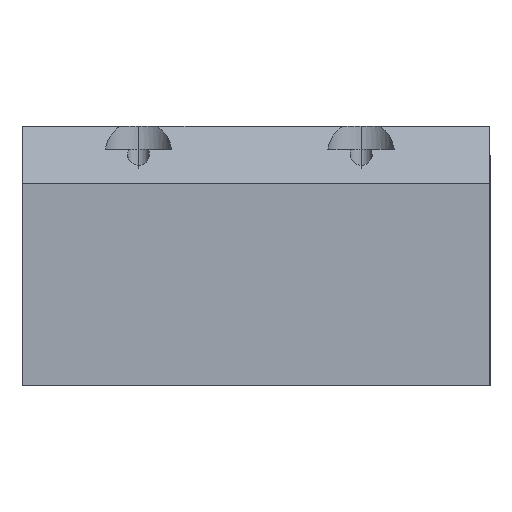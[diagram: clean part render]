
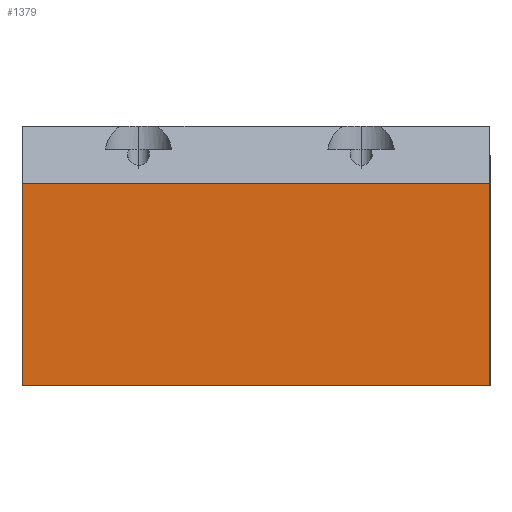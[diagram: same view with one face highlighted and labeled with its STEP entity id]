
A CAD part, left-side view. The second image highlights one B-rep face of the part: STEP entity #1379.
In plain terms, the highlighted planar face has unit normal (-1, 0, 0).
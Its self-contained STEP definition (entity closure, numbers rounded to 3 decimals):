
#32 = AXIS2_PLACEMENT_3D ( 'NONE', #1285, #932, #294 ) ;
#148 = CARTESIAN_POINT ( 'NONE',  ( -191.757, -55.603, 35. ) ) ;
#200 = CARTESIAN_POINT ( 'NONE',  ( -191.757, 25.475, 35. ) ) ;
#254 = ORIENTED_EDGE ( 'NONE', *, *, #1008, .T. ) ;
#276 = EDGE_CURVE ( 'NONE', #627, #804, #844, .T. ) ;
#294 = DIRECTION ( 'NONE',  ( 0., 0., -1. ) ) ;
#299 = CARTESIAN_POINT ( 'NONE',  ( -191.757, -55.603, 4. ) ) ;
#450 = LINE ( 'NONE', #1235, #515 ) ;
#465 = LINE ( 'NONE', #1000, #583 ) ;
#515 = VECTOR ( 'NONE', #1321, 1000. ) ;
#521 = DIRECTION ( 'NONE',  ( 0., 1., 0. ) ) ;
#572 = ORIENTED_EDGE ( 'NONE', *, *, #276, .F. ) ;
#580 = VECTOR ( 'NONE', #820, 1000. ) ;
#583 = VECTOR ( 'NONE', #670, 1000. ) ;
#627 = VERTEX_POINT ( 'NONE', #148 ) ;
#670 = DIRECTION ( 'NONE',  ( 0., -1., 0. ) ) ;
#715 = FACE_OUTER_BOUND ( 'NONE', #1324, .T. ) ;
#759 = ORIENTED_EDGE ( 'NONE', *, *, #967, .T. ) ;
#796 = EDGE_CURVE ( 'NONE', #627, #888, #1318, .T. ) ;
#804 = VERTEX_POINT ( 'NONE', #974 ) ;
#820 = DIRECTION ( 'NONE',  ( 0., 0., -1. ) ) ;
#844 = LINE ( 'NONE', #299, #580 ) ;
#863 = ORIENTED_EDGE ( 'NONE', *, *, #796, .T. ) ;
#888 = VERTEX_POINT ( 'NONE', #960 ) ;
#932 = DIRECTION ( 'NONE',  ( 1., 0., 0. ) ) ;
#946 = PLANE ( 'NONE',  #32 ) ;
#960 = CARTESIAN_POINT ( 'NONE',  ( -191.757, 25.475, 35. ) ) ;
#967 = EDGE_CURVE ( 'NONE', #888, #1061, #450, .T. ) ;
#974 = CARTESIAN_POINT ( 'NONE',  ( -191.757, -55.603, 0. ) ) ;
#997 = VECTOR ( 'NONE', #521, 1000. ) ;
#1000 = CARTESIAN_POINT ( 'NONE',  ( -191.757, 25.475, 0. ) ) ;
#1008 = EDGE_CURVE ( 'NONE', #1061, #804, #465, .T. ) ;
#1061 = VERTEX_POINT ( 'NONE', #1359 ) ;
#1235 = CARTESIAN_POINT ( 'NONE',  ( -191.757, 25.475, 4. ) ) ;
#1285 = CARTESIAN_POINT ( 'NONE',  ( -191.757, 25.475, 4. ) ) ;
#1318 = LINE ( 'NONE', #200, #997 ) ;
#1321 = DIRECTION ( 'NONE',  ( 0., 0., -1. ) ) ;
#1324 = EDGE_LOOP ( 'NONE', ( #572, #863, #759, #254 ) ) ;
#1359 = CARTESIAN_POINT ( 'NONE',  ( -191.757, 25.475, 0. ) ) ;
#1379 = ADVANCED_FACE ( 'NONE', ( #715 ), #946, .F. ) ;
